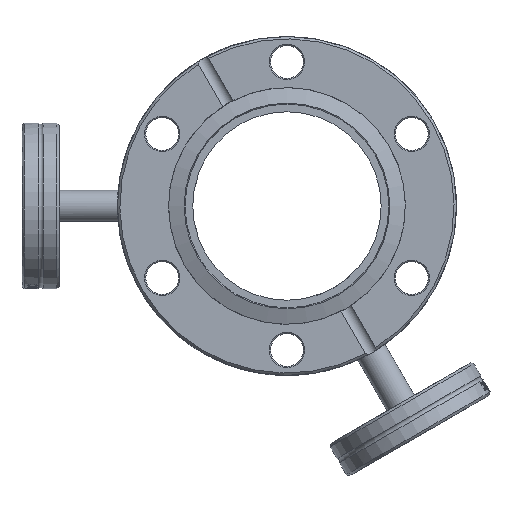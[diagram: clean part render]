
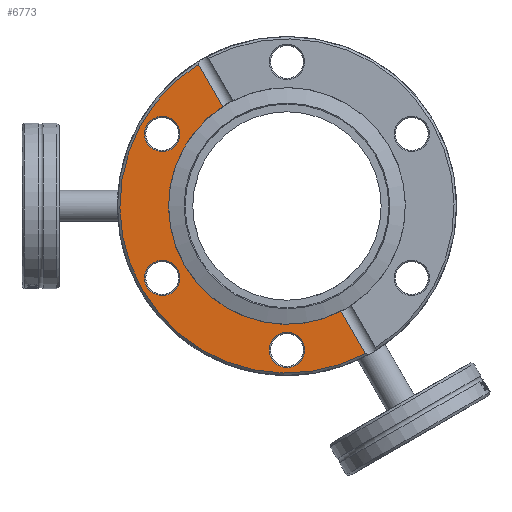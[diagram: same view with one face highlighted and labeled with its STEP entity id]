
A CAD part, left-side view. The second image highlights one B-rep face of the part: STEP entity #6773.
In plain terms, the highlighted face is planar.
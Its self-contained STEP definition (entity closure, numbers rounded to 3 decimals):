
#272=FACE_BOUND('',#1288,.T.);
#273=FACE_BOUND('',#1289,.T.);
#274=FACE_BOUND('',#1290,.T.);
#365=PLANE('',#7325);
#532=CIRCLE('',#7199,34.05);
#579=CIRCLE('',#7326,24.13);
#580=CIRCLE('',#7327,3.6);
#581=CIRCLE('',#7328,3.6);
#582=CIRCLE('',#7329,3.6);
#885=FACE_OUTER_BOUND('',#1287,.T.);
#1287=EDGE_LOOP('',(#5090,#5091,#5092,#5093));
#1288=EDGE_LOOP('',(#5094));
#1289=EDGE_LOOP('',(#5095));
#1290=EDGE_LOOP('',(#5096));
#1636=LINE('',#10421,#2053);
#1735=LINE('',#11972,#2152);
#2053=VECTOR('',#7927,10.);
#2152=VECTOR('',#8192,10.);
#2779=VERTEX_POINT('',#9690);
#2780=VERTEX_POINT('',#9699);
#2861=VERTEX_POINT('',#10420);
#2960=VERTEX_POINT('',#11957);
#2964=VERTEX_POINT('',#11983);
#2965=VERTEX_POINT('',#11985);
#2966=VERTEX_POINT('',#11987);
#3482=EDGE_CURVE('',#2779,#2780,#532,.T.);
#3568=EDGE_CURVE('',#2861,#2780,#1636,.T.);
#3753=EDGE_CURVE('',#2779,#2960,#1735,.T.);
#3758=EDGE_CURVE('',#2861,#2960,#579,.T.);
#3759=EDGE_CURVE('',#2964,#2964,#580,.T.);
#3760=EDGE_CURVE('',#2965,#2965,#581,.T.);
#3761=EDGE_CURVE('',#2966,#2966,#582,.T.);
#5090=ORIENTED_EDGE('',*,*,#3482,.F.);
#5091=ORIENTED_EDGE('',*,*,#3753,.T.);
#5092=ORIENTED_EDGE('',*,*,#3758,.F.);
#5093=ORIENTED_EDGE('',*,*,#3568,.T.);
#5094=ORIENTED_EDGE('',*,*,#3759,.F.);
#5095=ORIENTED_EDGE('',*,*,#3760,.F.);
#5096=ORIENTED_EDGE('',*,*,#3761,.F.);
#6773=ADVANCED_FACE('',(#885,#272,#273,#274),#365,.T.);
#7199=AXIS2_PLACEMENT_3D('',#9700,#7838,#7839);
#7325=AXIS2_PLACEMENT_3D('',#11981,#8203,#8204);
#7326=AXIS2_PLACEMENT_3D('',#11982,#8205,#8206);
#7327=AXIS2_PLACEMENT_3D('',#11984,#8207,#8208);
#7328=AXIS2_PLACEMENT_3D('',#11986,#8209,#8210);
#7329=AXIS2_PLACEMENT_3D('',#11988,#8211,#8212);
#7838=DIRECTION('center_axis',(0.,-1.,0.));
#7839=DIRECTION('ref_axis',(-1.,0.,0.));
#7927=DIRECTION('',(1.,0.,0.));
#8192=DIRECTION('',(1.,0.,0.));
#8203=DIRECTION('center_axis',(0.,1.,0.));
#8204=DIRECTION('ref_axis',(0.,0.,1.));
#8205=DIRECTION('center_axis',(0.,1.,0.));
#8206=DIRECTION('ref_axis',(1.,0.,0.));
#8207=DIRECTION('center_axis',(0.,1.,0.));
#8208=DIRECTION('ref_axis',(-0.5,0.,-0.866));
#8209=DIRECTION('center_axis',(0.,1.,0.));
#8210=DIRECTION('ref_axis',(-0.5,0.,0.866));
#8211=DIRECTION('center_axis',(0.,1.,0.));
#8212=DIRECTION('ref_axis',(-1.,0.,0.));
#9690=CARTESIAN_POINT('',(-34.029,12.7,-1.2));
#9699=CARTESIAN_POINT('',(34.029,12.7,-1.2));
#9700=CARTESIAN_POINT('Origin',(0.,12.7,0.));
#10420=CARTESIAN_POINT('',(24.1,12.7,-1.2));
#10421=CARTESIAN_POINT('',(34.55,12.7,-1.2));
#11957=CARTESIAN_POINT('',(-24.1,12.7,-1.2));
#11972=CARTESIAN_POINT('',(34.55,12.7,-1.2));
#11981=CARTESIAN_POINT('Origin',(-24.13,12.7,0.));
#11982=CARTESIAN_POINT('Origin',(0.,12.7,0.));
#11983=CARTESIAN_POINT('',(27.218,12.7,-11.557));
#11984=CARTESIAN_POINT('Origin',(25.418,12.7,-14.675));
#11985=CARTESIAN_POINT('',(-23.618,12.7,-17.793));
#11986=CARTESIAN_POINT('Origin',(-25.418,12.7,-14.675));
#11987=CARTESIAN_POINT('',(3.6,12.7,-29.35));
#11988=CARTESIAN_POINT('Origin',(0.,12.7,-29.35));
